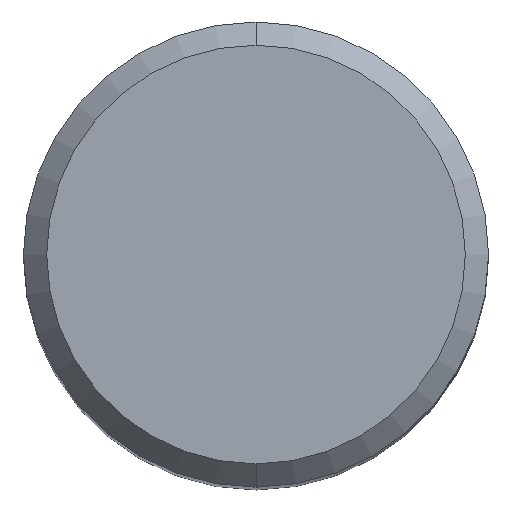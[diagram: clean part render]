
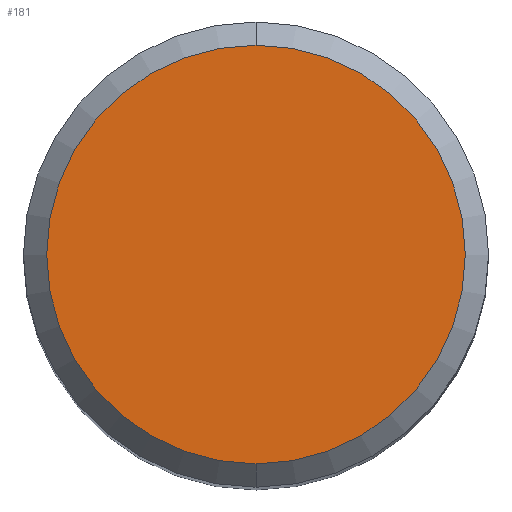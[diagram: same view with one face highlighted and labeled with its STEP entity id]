
A CAD part, top view. The second image highlights one B-rep face of the part: STEP entity #181.
In plain terms, the highlighted planar face has unit normal (0, 0, 1).
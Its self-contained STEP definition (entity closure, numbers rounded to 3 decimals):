
#143=EDGE_CURVE('',#227,#223,#301,.T.);
#147=EDGE_CURVE('',#223,#227,#305,.T.);
#181=ADVANCED_FACE('',(#344),#345,.T.);
#223=VERTEX_POINT('',#391);
#227=VERTEX_POINT('',#395);
#301=CIRCLE('',#477,5.4);
#305=CIRCLE('',#484,5.4);
#344=FACE_OUTER_BOUND('',#532,.T.);
#345=PLANE('',#533);
#391=CARTESIAN_POINT('',(0.0,5.4,0.));
#395=CARTESIAN_POINT('',(0.,-5.4,0.));
#477=AXIS2_PLACEMENT_3D('',#674,#675,#676);
#484=AXIS2_PLACEMENT_3D('',#678,#679,#680);
#532=EDGE_LOOP('',(#729,#730));
#533=AXIS2_PLACEMENT_3D('',#731,#732,#733);
#674=CARTESIAN_POINT('',(0.0,0.0,0.));
#675=DIRECTION('',(0.0,0.0,-1.0));
#676=DIRECTION('',(0.0,1.0,0.0));
#678=CARTESIAN_POINT('',(0.0,0.0,0.));
#679=DIRECTION('',(0.0,0.0,-1.0));
#680=DIRECTION('',(0.0,1.0,0.0));
#729=ORIENTED_EDGE('',*,*,#147,.F.);
#730=ORIENTED_EDGE('',*,*,#143,.F.);
#731=CARTESIAN_POINT('',(0.0,2.7,0.));
#732=DIRECTION('',(-0.0,0.0,1.0));
#733=DIRECTION('',(0.0,-1.0,0.0));
